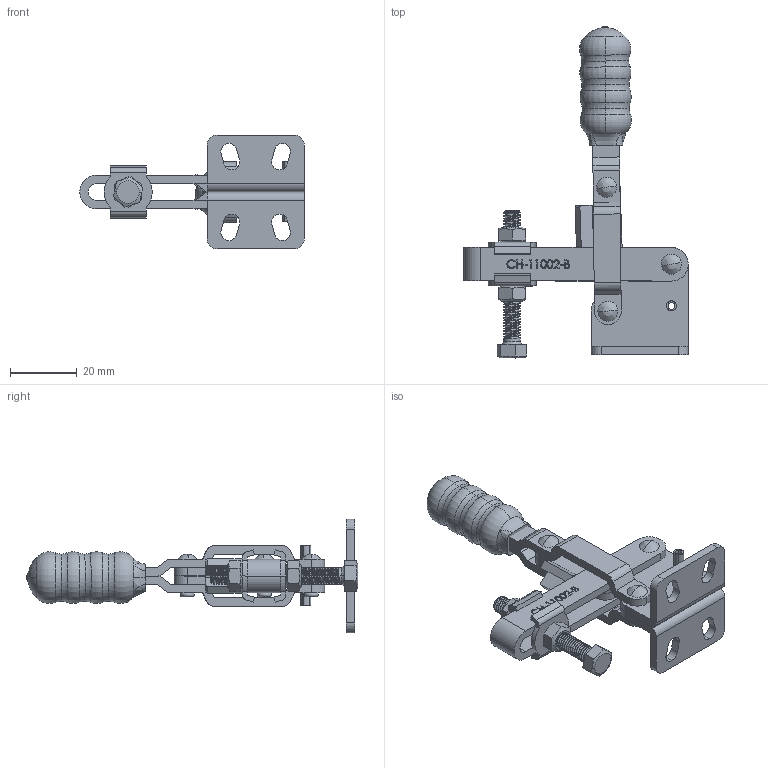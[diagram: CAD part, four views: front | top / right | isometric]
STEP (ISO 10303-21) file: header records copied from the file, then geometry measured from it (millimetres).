
FILE_DESCRIPTION (( 'STEP AP203' ), '1' );
FILE_NAME ('CH-11002-B.STEP', '2017-11-07T02:31:26', ( 'Windows' ), ( 'Microsoft' ), 'SwSTEP 2.0', 'SolidWorks 2015', '' );
FILE_SCHEMA (( 'CONFIG_CONTROL_DESIGN' ));
Length unit declared in the file: millimetre
Products named in the file (11): CH-FW-140; CH-11002-B-04 CONNECTING-PLATE; M5X40; CH-11002-B-01 FLABGED BASE; 2300綵竄杶; CH-11002-B-02 U-BAR; CH-11002-B; CH-11002-B-03 HANDLE; CH-11002-B-05; CH-11002-B-06; M5 NUT
Assembly tree (15 placements, depth 2):
  CH-11002-B
    CH-11002-B-01 FLABGED BASE
    CH-11002-B-02 U-BAR
    CH-11002-B-03 HANDLE
    CH-11002-B-05
    CH-11002-B-06  x4
    M5 NUT  x2
    CH-FW-140  x2
    CH-11002-B-04 CONNECTING-PLATE
    M5X40
    2300綵竄杶
Bounding box: 67 x 99.12 x 34 mm (x, y, z)
Volume: 20072.1 mm3; surface area: 20470.5 mm2
Topology: 18 solids, 18 shells, 808 faces, 2198 edges, 1441 vertices
Faces by surface type: plane 302, cylinder 250, bspline 197, torus 32, cone 23, sphere 4
Entity records: 37222 total; most frequent: CARTESIAN_POINT 18850, ORIENTED_EDGE 4020, DIRECTION 2846, EDGE_CURVE 2010, VERTEX_POINT 1331, LINE 1070, VECTOR 1070, AXIS2_PLACEMENT_3D 888
